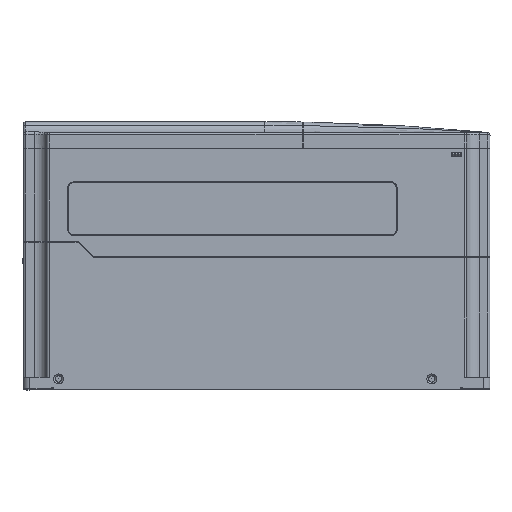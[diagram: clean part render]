
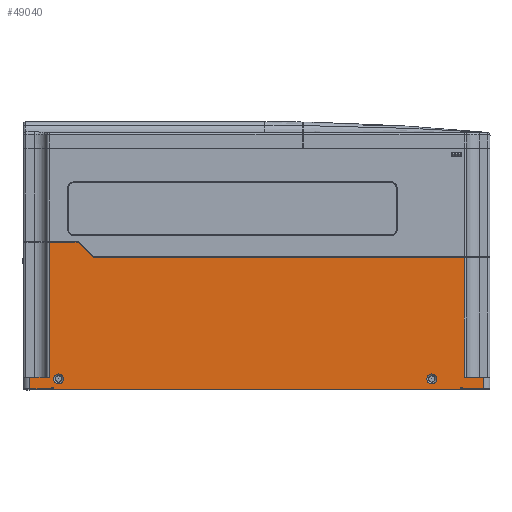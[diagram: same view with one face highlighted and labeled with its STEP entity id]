
A CAD part, top view. The second image highlights one B-rep face of the part: STEP entity #49040.
In plain terms, the highlighted planar face has unit normal (0, 0, 1).
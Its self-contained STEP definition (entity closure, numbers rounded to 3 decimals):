
#402=FACE_BOUND('',#6792,.T.);
#403=FACE_BOUND('',#6793,.T.);
#2076=CIRCLE('',#52076,3.2);
#2077=CIRCLE('',#52078,3.2);
#4218=FACE_OUTER_BOUND('',#6791,.T.);
#6791=EDGE_LOOP('',(#36724,#36725,#36726,#36727,#36728,#36729,#36730,#36731,
#36732,#36733,#36734,#36735,#36736,#36737,#36738,#36739,#36740,#36741));
#6792=EDGE_LOOP('',(#36742));
#6793=EDGE_LOOP('',(#36743));
#8332=LINE('',#67569,#13505);
#8335=LINE('',#67578,#13508);
#8393=LINE('',#67834,#13566);
#8408=LINE('',#67949,#13581);
#8424=LINE('',#67982,#13597);
#10948=LINE('',#80547,#16121);
#10949=LINE('',#80549,#16122);
#10950=LINE('',#80551,#16123);
#10951=LINE('',#80553,#16124);
#10952=LINE('',#80555,#16125);
#10953=LINE('',#80556,#16126);
#10954=LINE('',#80558,#16127);
#10955=LINE('',#80560,#16128);
#10956=LINE('',#80561,#16129);
#10957=LINE('',#80562,#16130);
#10958=LINE('',#80564,#16131);
#10959=LINE('',#80566,#16132);
#10960=LINE('',#80567,#16133);
#13505=VECTOR('',#54418,14.);
#13508=VECTOR('',#54425,14.);
#13566=VECTOR('',#54559,1.);
#13581=VECTOR('',#54596,1.);
#13597=VECTOR('',#54626,1.3);
#16121=VECTOR('',#60526,10.);
#16122=VECTOR('',#60527,14.142);
#16123=VECTOR('',#60528,10.);
#16124=VECTOR('',#60529,87.086);
#16125=VECTOR('',#60530,12.5);
#16126=VECTOR('',#60531,6.2);
#16127=VECTOR('',#60532,15.2);
#16128=VECTOR('',#60533,1.3);
#16129=VECTOR('',#60534,261.6);
#16130=VECTOR('',#60535,15.2);
#16131=VECTOR('',#60536,6.2);
#16132=VECTOR('',#60537,12.5);
#16133=VECTOR('',#60538,77.086);
#18697=VERTEX_POINT('',#67566);
#18698=VERTEX_POINT('',#67568);
#18701=VERTEX_POINT('',#67575);
#18702=VERTEX_POINT('',#67577);
#18754=VERTEX_POINT('',#67831);
#18763=VERTEX_POINT('',#67947);
#18772=VERTEX_POINT('',#67979);
#18773=VERTEX_POINT('',#67981);
#20862=VERTEX_POINT('',#80541);
#20863=VERTEX_POINT('',#80545);
#20864=VERTEX_POINT('',#80546);
#20865=VERTEX_POINT('',#80548);
#20866=VERTEX_POINT('',#80550);
#20867=VERTEX_POINT('',#80552);
#20868=VERTEX_POINT('',#80554);
#20869=VERTEX_POINT('',#80557);
#20870=VERTEX_POINT('',#80559);
#20871=VERTEX_POINT('',#80563);
#20872=VERTEX_POINT('',#80565);
#20873=VERTEX_POINT('',#80568);
#23206=EDGE_CURVE('',#18698,#18697,#8332,.T.);
#23211=EDGE_CURVE('',#18702,#18701,#8335,.T.);
#23292=EDGE_CURVE('',#18698,#18754,#8393,.T.);
#23312=EDGE_CURVE('',#18701,#18763,#8408,.T.);
#23328=EDGE_CURVE('',#18773,#18772,#8424,.T.);
#26549=EDGE_CURVE('',#20862,#20862,#2076,.T.);
#26550=EDGE_CURVE('',#20863,#20864,#10948,.T.);
#26551=EDGE_CURVE('',#20864,#20865,#10949,.T.);
#26552=EDGE_CURVE('',#20865,#20866,#10950,.T.);
#26553=EDGE_CURVE('',#20867,#20866,#10951,.T.);
#26554=EDGE_CURVE('',#20867,#20868,#10952,.T.);
#26555=EDGE_CURVE('',#20868,#18702,#10953,.T.);
#26556=EDGE_CURVE('',#18763,#20869,#10954,.T.);
#26557=EDGE_CURVE('',#20870,#20869,#10955,.T.);
#26558=EDGE_CURVE('',#20870,#18773,#10956,.T.);
#26559=EDGE_CURVE('',#18772,#18754,#10957,.T.);
#26560=EDGE_CURVE('',#18697,#20871,#10958,.T.);
#26561=EDGE_CURVE('',#20871,#20872,#10959,.T.);
#26562=EDGE_CURVE('',#20872,#20863,#10960,.T.);
#26563=EDGE_CURVE('',#20873,#20873,#2077,.T.);
#36724=ORIENTED_EDGE('',*,*,#26550,.T.);
#36725=ORIENTED_EDGE('',*,*,#26551,.T.);
#36726=ORIENTED_EDGE('',*,*,#26552,.T.);
#36727=ORIENTED_EDGE('',*,*,#26553,.F.);
#36728=ORIENTED_EDGE('',*,*,#26554,.T.);
#36729=ORIENTED_EDGE('',*,*,#26555,.T.);
#36730=ORIENTED_EDGE('',*,*,#23211,.T.);
#36731=ORIENTED_EDGE('',*,*,#23312,.T.);
#36732=ORIENTED_EDGE('',*,*,#26556,.T.);
#36733=ORIENTED_EDGE('',*,*,#26557,.F.);
#36734=ORIENTED_EDGE('',*,*,#26558,.T.);
#36735=ORIENTED_EDGE('',*,*,#23328,.T.);
#36736=ORIENTED_EDGE('',*,*,#26559,.T.);
#36737=ORIENTED_EDGE('',*,*,#23292,.F.);
#36738=ORIENTED_EDGE('',*,*,#23206,.T.);
#36739=ORIENTED_EDGE('',*,*,#26560,.T.);
#36740=ORIENTED_EDGE('',*,*,#26561,.T.);
#36741=ORIENTED_EDGE('',*,*,#26562,.T.);
#36742=ORIENTED_EDGE('',*,*,#26563,.T.);
#36743=ORIENTED_EDGE('',*,*,#26549,.T.);
#44691=PLANE('',#52077);
#49040=ADVANCED_FACE('',(#4218,#402,#403),#44691,.T.);
#52076=AXIS2_PLACEMENT_3D('',#80543,#60522,#60523);
#52077=AXIS2_PLACEMENT_3D('',#80544,#60524,#60525);
#52078=AXIS2_PLACEMENT_3D('',#80569,#60539,#60540);
#54418=DIRECTION('',(1.,0.,0.));
#54425=DIRECTION('',(1.,0.,0.));
#54559=DIRECTION('',(0.,1.,0.));
#54596=DIRECTION('',(0.,1.,0.));
#54626=DIRECTION('',(0.,1.,0.));
#60522=DIRECTION('center_axis',(0.,0.,-1.));
#60523=DIRECTION('ref_axis',(0.,-1.,0.));
#60524=DIRECTION('center_axis',(0.,0.,1.));
#60525=DIRECTION('ref_axis',(1.,0.,0.));
#60526=DIRECTION('',(-1.,0.,0.));
#60527=DIRECTION('',(-0.707,0.707,0.));
#60528=DIRECTION('',(-1.,0.,0.));
#60529=DIRECTION('',(0.,1.,0.));
#60530=DIRECTION('',(-1.,0.,0.));
#60531=DIRECTION('',(0.,-1.,0.));
#60532=DIRECTION('',(1.,0.,0.));
#60533=DIRECTION('',(0.,1.,0.));
#60534=DIRECTION('',(1.,0.,0.));
#60535=DIRECTION('',(1.,0.,0.));
#60536=DIRECTION('',(0.,1.,0.));
#60537=DIRECTION('',(-1.,0.,0.));
#60538=DIRECTION('',(0.,1.,0.));
#60539=DIRECTION('center_axis',(0.,0.,-1.));
#60540=DIRECTION('ref_axis',(0.,-1.,0.));
#67566=CARTESIAN_POINT('',(296.,0.3,0.));
#67568=CARTESIAN_POINT('',(282.,0.3,0.));
#67569=CARTESIAN_POINT('',(282.,0.3,0.));
#67575=CARTESIAN_POINT('',(18.,0.3,0.));
#67577=CARTESIAN_POINT('',(4.,0.3,0.));
#67578=CARTESIAN_POINT('',(4.,0.3,0.));
#67831=CARTESIAN_POINT('',(282.,1.3,0.));
#67834=CARTESIAN_POINT('',(282.,0.3,0.));
#67947=CARTESIAN_POINT('',(18.,1.3,0.));
#67949=CARTESIAN_POINT('',(18.,0.3,0.));
#67979=CARTESIAN_POINT('',(280.8,1.3,0.));
#67981=CARTESIAN_POINT('',(280.8,0.,0.));
#67982=CARTESIAN_POINT('',(280.8,0.,0.));
#80541=CARTESIAN_POINT('',(22.5,9.7,0.));
#80543=CARTESIAN_POINT('Origin',(22.5,6.5,0.));
#80544=CARTESIAN_POINT('Origin',(150.,0.,0.));
#80545=CARTESIAN_POINT('',(283.5,84.586,0.));
#80546=CARTESIAN_POINT('',(45.071,84.586,0.));
#80547=CARTESIAN_POINT('',(157.155,84.586,0.));
#80548=CARTESIAN_POINT('',(35.071,94.586,0.));
#80549=CARTESIAN_POINT('',(45.071,84.586,0.));
#80550=CARTESIAN_POINT('',(16.5,94.586,0.));
#80551=CARTESIAN_POINT('',(87.905,94.586,0.));
#80552=CARTESIAN_POINT('',(16.5,7.5,0.));
#80553=CARTESIAN_POINT('',(16.5,7.5,0.));
#80554=CARTESIAN_POINT('',(4.,7.5,0.));
#80555=CARTESIAN_POINT('',(16.5,7.5,0.));
#80556=CARTESIAN_POINT('',(4.,7.5,0.));
#80557=CARTESIAN_POINT('',(19.2,1.3,0.));
#80558=CARTESIAN_POINT('',(4.,1.3,0.));
#80559=CARTESIAN_POINT('',(19.2,0.,0.));
#80560=CARTESIAN_POINT('',(19.2,0.,0.));
#80561=CARTESIAN_POINT('',(19.2,0.,0.));
#80562=CARTESIAN_POINT('',(280.8,1.3,0.));
#80563=CARTESIAN_POINT('',(296.,7.5,0.));
#80564=CARTESIAN_POINT('',(296.,1.3,0.));
#80565=CARTESIAN_POINT('',(283.5,7.5,0.));
#80566=CARTESIAN_POINT('',(296.,7.5,0.));
#80567=CARTESIAN_POINT('',(283.5,7.5,0.));
#80568=CARTESIAN_POINT('',(262.5,9.7,0.));
#80569=CARTESIAN_POINT('Origin',(262.5,6.5,0.));
